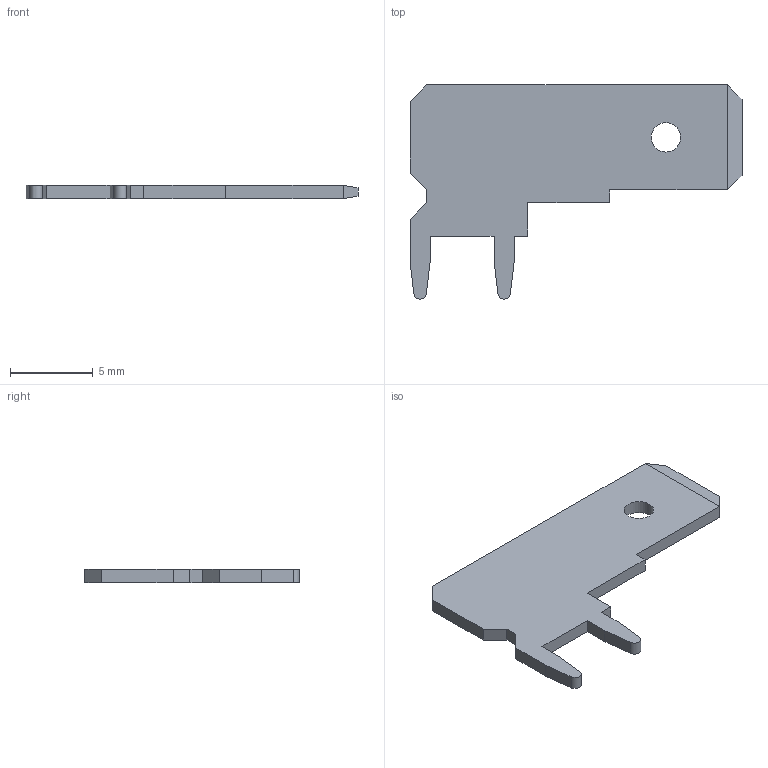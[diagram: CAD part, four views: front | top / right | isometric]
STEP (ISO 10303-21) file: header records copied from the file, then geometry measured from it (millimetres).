
FILE_DESCRIPTION( ( 'STEP AP214' ), '1' );
FILE_NAME( 'psolqas_8236_4.stp', '2020-05-06T21:03:51', ( 'License CC BY-ND 4.0' ), ( 'CADENAS' ), ' ', 'PARTsolutions', ' ' );
FILE_SCHEMA( ( 'AUTOMOTIVE_DESIGN { 1 0 10303 214 1 1 1 1 }' ) );
Length unit declared in the file: metre
Products named in the file (1): 1
Bounding box: 20.07 x 12.95 x 0.81 mm (x, y, z)
Volume: 124 mm3; surface area: 367.7 mm2
Topology: 1 solids, 1 shells, 30 faces, 81 edges, 53 vertices
Faces by surface type: plane 27, cylinder 3
Full cylindrical faces by diameter (mm): 1.778 x1
Entity records: 932 total; most frequent: CARTESIAN_POINT 162, ORIENTED_EDGE 158, DIRECTION 147, EDGE_CURVE 79, LINE 73, VECTOR 73, VERTEX_POINT 52, AXIS2_PLACEMENT_3D 37
